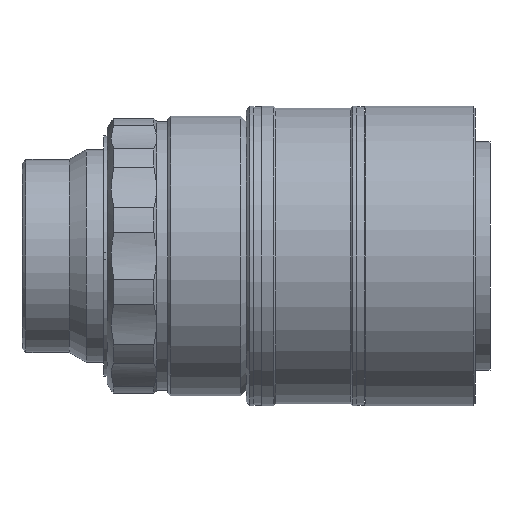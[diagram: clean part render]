
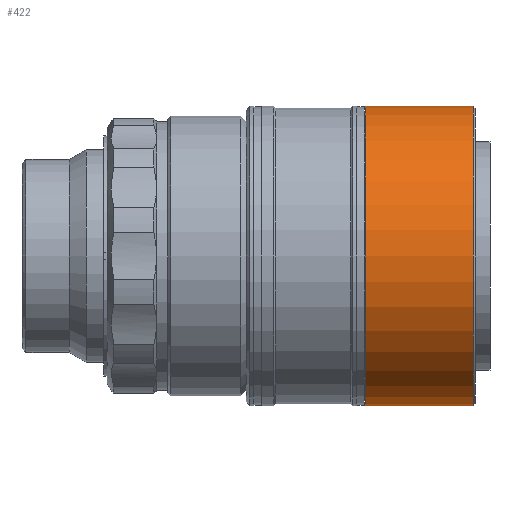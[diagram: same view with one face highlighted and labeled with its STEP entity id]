
A CAD part, front view. The second image highlights one B-rep face of the part: STEP entity #422.
In plain terms, the highlighted cylindrical face has radius 38 mm (diameter 76 mm), a partial arc.
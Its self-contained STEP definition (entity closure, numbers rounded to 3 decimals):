
#60 = DIRECTION ( 'NONE',  ( 1., 0., 0. ) ) ;
#108 = LINE ( 'NONE', #1719, #2675 ) ;
#295 = AXIS2_PLACEMENT_3D ( 'NONE', #2978, #60, #1351 ) ;
#415 = EDGE_LOOP ( 'NONE', ( #1961, #1276, #1527, #2082 ) ) ;
#422 = ADVANCED_FACE ( 'NONE', ( #3111 ), #809, .T. ) ;
#510 = DIRECTION ( 'NONE',  ( 1., 0., 0. ) ) ;
#535 = CARTESIAN_POINT ( 'NONE',  ( 0., 0., 0. ) ) ;
#569 = VECTOR ( 'NONE', #510, 1000. ) ;
#634 = CIRCLE ( 'NONE', #1181, 38. ) ;
#809 = CYLINDRICAL_SURFACE ( 'NONE', #1093, 38. ) ;
#1044 = VERTEX_POINT ( 'NONE', #2915 ) ;
#1093 = AXIS2_PLACEMENT_3D ( 'NONE', #535, #1784, #2086 ) ;
#1181 = AXIS2_PLACEMENT_3D ( 'NONE', #3611, #3030, #1691 ) ;
#1253 = CARTESIAN_POINT ( 'NONE',  ( -40.76, 0., -38. ) ) ;
#1276 = ORIENTED_EDGE ( 'NONE', *, *, #2952, .T. ) ;
#1351 = DIRECTION ( 'NONE',  ( 0., 0., -1. ) ) ;
#1527 = ORIENTED_EDGE ( 'NONE', *, *, #1774, .T. ) ;
#1691 = DIRECTION ( 'NONE',  ( 0., 0., -1. ) ) ;
#1719 = CARTESIAN_POINT ( 'NONE',  ( 0., 0., -38. ) ) ;
#1774 = EDGE_CURVE ( 'NONE', #2829, #3793, #108, .T. ) ;
#1784 = DIRECTION ( 'NONE',  ( 1., 0., 0. ) ) ;
#1961 = ORIENTED_EDGE ( 'NONE', *, *, #3457, .F. ) ;
#2006 = CARTESIAN_POINT ( 'NONE',  ( -13.46, 0., -38. ) ) ;
#2082 = ORIENTED_EDGE ( 'NONE', *, *, #2998, .T. ) ;
#2086 = DIRECTION ( 'NONE',  ( 0., 0., -1. ) ) ;
#2450 = CARTESIAN_POINT ( 'NONE',  ( -40.76, 0., 38. ) ) ;
#2675 = VECTOR ( 'NONE', #3382, 1000. ) ;
#2829 = VERTEX_POINT ( 'NONE', #1253 ) ;
#2915 = CARTESIAN_POINT ( 'NONE',  ( -13.46, 0., 38. ) ) ;
#2952 = EDGE_CURVE ( 'NONE', #3150, #2829, #3186, .T. ) ;
#2978 = CARTESIAN_POINT ( 'NONE',  ( -40.76, 0., 0. ) ) ;
#2998 = EDGE_CURVE ( 'NONE', #3793, #1044, #634, .T. ) ;
#3030 = DIRECTION ( 'NONE',  ( -1., 0., 0. ) ) ;
#3111 = FACE_OUTER_BOUND ( 'NONE', #415, .T. ) ;
#3150 = VERTEX_POINT ( 'NONE', #2450 ) ;
#3186 = CIRCLE ( 'NONE', #295, 38. ) ;
#3382 = DIRECTION ( 'NONE',  ( 1., 0., 0. ) ) ;
#3414 = LINE ( 'NONE', #4075, #569 ) ;
#3457 = EDGE_CURVE ( 'NONE', #3150, #1044, #3414, .T. ) ;
#3611 = CARTESIAN_POINT ( 'NONE',  ( -13.46, 0., 0. ) ) ;
#3793 = VERTEX_POINT ( 'NONE', #2006 ) ;
#4075 = CARTESIAN_POINT ( 'NONE',  ( 0., 0., 38. ) ) ;
